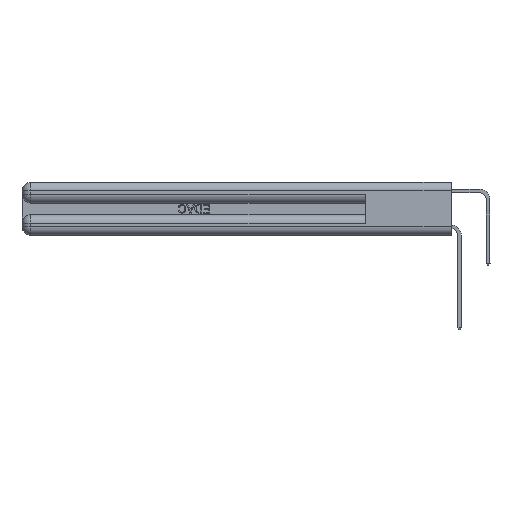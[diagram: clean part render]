
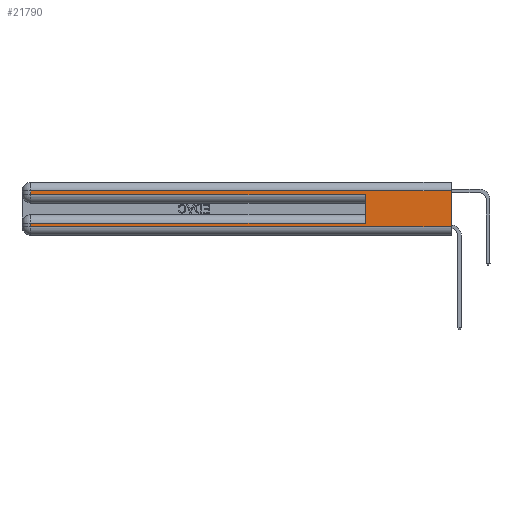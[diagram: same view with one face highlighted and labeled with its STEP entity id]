
A CAD part, left-side view. The second image highlights one B-rep face of the part: STEP entity #21790.
In plain terms, the highlighted planar face has unit normal (-1, 0, 0).
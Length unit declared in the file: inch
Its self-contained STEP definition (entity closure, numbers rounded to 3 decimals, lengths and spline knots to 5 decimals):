
#952 = FACE_OUTER_BOUND ( 'NONE', #23515, .T. ) ;
#1341 = PLANE ( 'NONE',  #18028 ) ;
#2616 = VERTEX_POINT ( 'NONE', #14787 ) ;
#2748 = DIRECTION ( 'NONE',  ( 0., 1., 0. ) ) ;
#3372 = CARTESIAN_POINT ( 'NONE',  ( 0., 0., 0.06 ) ) ;
#3496 = DIRECTION ( 'NONE',  ( 0., 0., 1. ) ) ;
#3759 = LINE ( 'NONE', #31992, #27187 ) ;
#4784 = CARTESIAN_POINT ( 'NONE',  ( 0., 0., 0.31 ) ) ;
#5557 = CARTESIAN_POINT ( 'NONE',  ( 0., 2.94, 0.285 ) ) ;
#5971 = LINE ( 'NONE', #14500, #26802 ) ;
#7308 = VERTEX_POINT ( 'NONE', #31839 ) ;
#7370 = DIRECTION ( 'NONE',  ( 0., 0., -1. ) ) ;
#8256 = VERTEX_POINT ( 'NONE', #23747 ) ;
#9058 = DIRECTION ( 'NONE',  ( 0., -1., 0. ) ) ;
#9121 = EDGE_CURVE ( 'NONE', #7308, #2616, #3759, .T. ) ;
#9385 = LINE ( 'NONE', #20941, #33274 ) ;
#9641 = EDGE_CURVE ( 'NONE', #12157, #8256, #9385, .T. ) ;
#9879 = CARTESIAN_POINT ( 'NONE',  ( 0., 2.94, 0.31 ) ) ;
#10682 = ORIENTED_EDGE ( 'NONE', *, *, #34178, .T. ) ;
#10925 = LINE ( 'NONE', #29263, #25333 ) ;
#12157 = VERTEX_POINT ( 'NONE', #5557 ) ;
#12635 = ORIENTED_EDGE ( 'NONE', *, *, #31591, .F. ) ;
#12834 = VECTOR ( 'NONE', #31806, 39.37008 ) ;
#12906 = CARTESIAN_POINT ( 'NONE',  ( 0., 0., 0.37 ) ) ;
#13593 = VERTEX_POINT ( 'NONE', #4784 ) ;
#13943 = CARTESIAN_POINT ( 'NONE',  ( 0., 0., 0.06 ) ) ;
#14500 = CARTESIAN_POINT ( 'NONE',  ( 0., 0.6, 0.145 ) ) ;
#14650 = EDGE_CURVE ( 'NONE', #13593, #16466, #32745, .T. ) ;
#14787 = CARTESIAN_POINT ( 'NONE',  ( 0., 2.94, 0.085 ) ) ;
#14857 = ORIENTED_EDGE ( 'NONE', *, *, #28963, .T. ) ;
#16466 = VERTEX_POINT ( 'NONE', #13943 ) ;
#16923 = ORIENTED_EDGE ( 'NONE', *, *, #24619, .T. ) ;
#17390 = LINE ( 'NONE', #3372, #20866 ) ;
#18028 = AXIS2_PLACEMENT_3D ( 'NONE', #12906, #27491, #21429 ) ;
#18108 = DIRECTION ( 'NONE',  ( 0., -1., 0. ) ) ;
#18520 = VECTOR ( 'NONE', #7370, 39.37008 ) ;
#18723 = DIRECTION ( 'NONE',  ( 0., 0., -1. ) ) ;
#18725 = LINE ( 'NONE', #21564, #18520 ) ;
#19882 = VERTEX_POINT ( 'NONE', #29053 ) ;
#20866 = VECTOR ( 'NONE', #9058, 39.37008 ) ;
#20941 = CARTESIAN_POINT ( 'NONE',  ( 0., 0., 0.285 ) ) ;
#20952 = ORIENTED_EDGE ( 'NONE', *, *, #14650, .F. ) ;
#21429 = DIRECTION ( 'NONE',  ( 0., 0., -1. ) ) ;
#21564 = CARTESIAN_POINT ( 'NONE',  ( 0., 2.94, 0.37 ) ) ;
#21790 = ADVANCED_FACE ( 'NONE', ( #952 ), #1341, .F. ) ;
#22914 = LINE ( 'NONE', #37301, #12834 ) ;
#23515 = EDGE_LOOP ( 'NONE', ( #20952, #16923, #25837, #27895, #12635, #32833, #14857, #10682 ) ) ;
#23747 = CARTESIAN_POINT ( 'NONE',  ( 0., 0.6, 0.285 ) ) ;
#24619 = EDGE_CURVE ( 'NONE', #13593, #36740, #10925, .T. ) ;
#24973 = VECTOR ( 'NONE', #18723, 39.37008 ) ;
#25333 = VECTOR ( 'NONE', #2748, 39.37008 ) ;
#25837 = ORIENTED_EDGE ( 'NONE', *, *, #35320, .T. ) ;
#26802 = VECTOR ( 'NONE', #3496, 39.37008 ) ;
#26867 = DIRECTION ( 'NONE',  ( 0., 1., 0. ) ) ;
#27187 = VECTOR ( 'NONE', #26867, 39.37008 ) ;
#27491 = DIRECTION ( 'NONE',  ( 1., 0., 0. ) ) ;
#27895 = ORIENTED_EDGE ( 'NONE', *, *, #9641, .T. ) ;
#28963 = EDGE_CURVE ( 'NONE', #2616, #19882, #22914, .T. ) ;
#29053 = CARTESIAN_POINT ( 'NONE',  ( 0., 2.94, 0.06 ) ) ;
#29263 = CARTESIAN_POINT ( 'NONE',  ( 0., 0., 0.31 ) ) ;
#31591 = EDGE_CURVE ( 'NONE', #7308, #8256, #5971, .T. ) ;
#31806 = DIRECTION ( 'NONE',  ( 0., 0., -1. ) ) ;
#31839 = CARTESIAN_POINT ( 'NONE',  ( 0., 0.6, 0.085 ) ) ;
#31992 = CARTESIAN_POINT ( 'NONE',  ( 0., 0., 0.085 ) ) ;
#32745 = LINE ( 'NONE', #35774, #24973 ) ;
#32833 = ORIENTED_EDGE ( 'NONE', *, *, #9121, .T. ) ;
#33274 = VECTOR ( 'NONE', #18108, 39.37008 ) ;
#34178 = EDGE_CURVE ( 'NONE', #19882, #16466, #17390, .T. ) ;
#35320 = EDGE_CURVE ( 'NONE', #36740, #12157, #18725, .T. ) ;
#35774 = CARTESIAN_POINT ( 'NONE',  ( 0., 0., 0.37 ) ) ;
#36740 = VERTEX_POINT ( 'NONE', #9879 ) ;
#37301 = CARTESIAN_POINT ( 'NONE',  ( 0., 2.94, 0.37 ) ) ;
